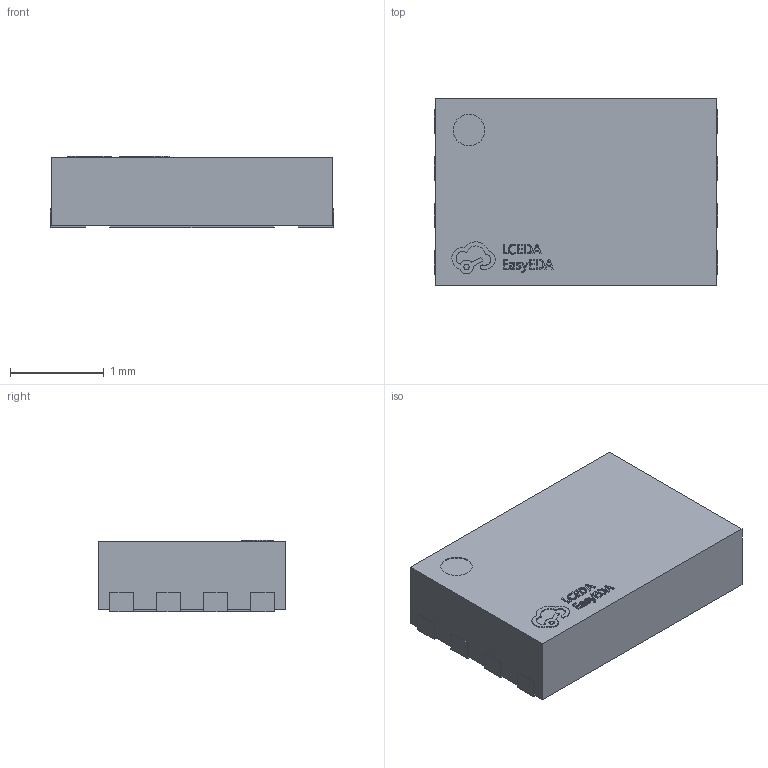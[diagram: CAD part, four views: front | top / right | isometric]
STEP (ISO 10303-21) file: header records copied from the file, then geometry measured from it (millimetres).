
FILE_DESCRIPTION (( 'STEP AP214' ), '1' );
FILE_NAME ('DFN-8_L3.0-W2.0-P0.50-TL-EP-1.STEP', '2023-04-04T06:48:09', ( 'PC' ), ( 'Microsoft' ), 'SwSTEP 2.0', 'SolidWorks 2020', '' );
FILE_SCHEMA (( 'AUTOMOTIVE_DESIGN' ));
Length unit declared in the file: millimetre
Products named in the file (1): DFN-8_L3.0-W2.0-P0.50-TL-EP-1
Bounding box: 3.02 x 2 x 0.76 mm (x, y, z)
Volume: 4.5 mm3; surface area: 19.8 mm2
Topology: 1 solids, 1 shells, 287 faces, 792 edges, 528 vertices
Faces by surface type: plane 187, bspline 98, cylinder 2
Entity records: 12753 total; most frequent: CARTESIAN_POINT 2914, ORIENTED_EDGE 1584, DIRECTION 976, EDGE_CURVE 792, LINE 588, VECTOR 588, VERTEX_POINT 528, EDGE_LOOP 308
